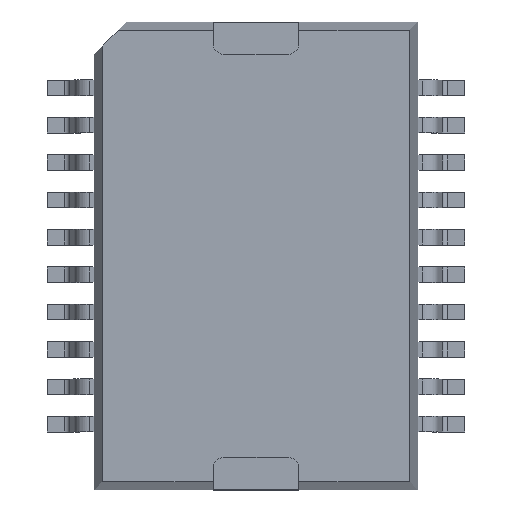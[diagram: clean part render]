
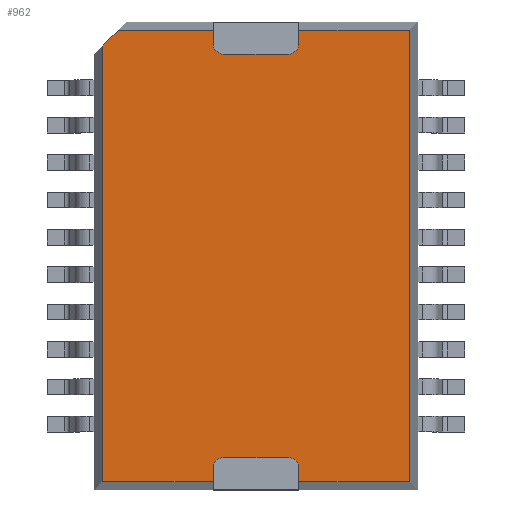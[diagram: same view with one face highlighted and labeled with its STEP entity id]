
A CAD part, top view. The second image highlights one B-rep face of the part: STEP entity #962.
In plain terms, the highlighted planar face has unit normal (0, 0, 1).
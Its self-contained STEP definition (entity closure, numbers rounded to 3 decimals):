
#72=CARTESIAN_POINT('',(-4.68,7.67,3.6));
#73=VERTEX_POINT('',#72);
#120=CARTESIAN_POINT('',(-5.22,7.13,3.6));
#121=VERTEX_POINT('',#120);
#128=CARTESIAN_POINT('',(-4.68,7.67,3.6));
#129=DIRECTION('',(-0.707,-0.707,0.0));
#130=VECTOR('',#129,0.763);
#131=LINE('',#128,#130);
#132=EDGE_CURVE('',#73,#121,#131,.T.);
#362=CARTESIAN_POINT('',(-5.22,-7.67,3.6));
#363=VERTEX_POINT('',#362);
#370=CARTESIAN_POINT('',(-5.22,7.13,3.6));
#371=DIRECTION('',(0.0,-1.0,0.0));
#372=VECTOR('',#371,14.8);
#373=LINE('',#370,#372);
#374=EDGE_CURVE('',#121,#363,#373,.T.);
#417=CARTESIAN_POINT('',(5.22,-7.67,3.6));
#418=VERTEX_POINT('',#417);
#433=CARTESIAN_POINT('',(5.22,7.67,3.6));
#434=VERTEX_POINT('',#433);
#441=CARTESIAN_POINT('',(5.22,-7.67,3.6));
#442=DIRECTION('',(0.0,1.0,0.0));
#443=VECTOR('',#442,15.339);
#444=LINE('',#441,#443);
#445=EDGE_CURVE('',#418,#434,#444,.T.);
#464=CARTESIAN_POINT('',(-1.45,-7.67,3.6));
#465=VERTEX_POINT('',#464);
#472=CARTESIAN_POINT('',(-1.45,-7.67,3.6));
#473=DIRECTION('',(-1.0,0.0,0.0));
#474=VECTOR('',#473,3.77);
#475=LINE('',#472,#474);
#476=EDGE_CURVE('',#465,#363,#475,.T.);
#526=CARTESIAN_POINT('',(1.45,-7.67,3.6));
#527=VERTEX_POINT('',#526);
#528=CARTESIAN_POINT('',(5.22,-7.67,3.6));
#529=DIRECTION('',(-1.0,0.0,0.0));
#530=VECTOR('',#529,3.77);
#531=LINE('',#528,#530);
#532=EDGE_CURVE('',#418,#527,#531,.T.);
#557=CARTESIAN_POINT('',(1.1,-6.85,3.6));
#558=VERTEX_POINT('',#557);
#565=CARTESIAN_POINT('',(-1.1,-6.85,3.6));
#566=VERTEX_POINT('',#565);
#567=CARTESIAN_POINT('',(-1.1,-6.85,3.6));
#568=DIRECTION('',(1.0,0.0,0.0));
#569=VECTOR('',#568,2.2);
#570=LINE('',#567,#569);
#571=EDGE_CURVE('',#566,#558,#570,.T.);
#589=CARTESIAN_POINT('',(-1.45,-7.2,3.6));
#590=VERTEX_POINT('',#589);
#591=CARTESIAN_POINT('',(-1.1,-7.2,3.6));
#592=DIRECTION('',(0.0,0.0,-1.0));
#593=DIRECTION('',(-0.707,0.707,0.0));
#594=AXIS2_PLACEMENT_3D('',#591,#592,#593);
#595=CIRCLE('',#594,0.35);
#596=EDGE_CURVE('',#590,#566,#595,.T.);
#614=CARTESIAN_POINT('',(-1.45,-7.67,3.6));
#615=DIRECTION('',(0.0,1.0,0.0));
#616=VECTOR('',#615,0.47);
#617=LINE('',#614,#616);
#618=EDGE_CURVE('',#465,#590,#617,.T.);
#644=CARTESIAN_POINT('',(1.45,-7.2,3.6));
#645=VERTEX_POINT('',#644);
#652=CARTESIAN_POINT('',(1.1,-7.2,3.6));
#653=DIRECTION('',(0.0,0.0,-1.0));
#654=DIRECTION('',(0.707,0.707,0.0));
#655=AXIS2_PLACEMENT_3D('',#652,#653,#654);
#656=CIRCLE('',#655,0.35);
#657=EDGE_CURVE('',#558,#645,#656,.T.);
#684=CARTESIAN_POINT('',(1.45,-7.2,3.6));
#685=DIRECTION('',(0.0,-1.0,0.0));
#686=VECTOR('',#685,0.47);
#687=LINE('',#684,#686);
#688=EDGE_CURVE('',#645,#527,#687,.T.);
#699=CARTESIAN_POINT('',(-1.45,7.2,3.6));
#700=VERTEX_POINT('',#699);
#701=CARTESIAN_POINT('',(-1.45,7.67,3.6));
#702=VERTEX_POINT('',#701);
#703=CARTESIAN_POINT('',(-1.45,7.2,3.6));
#704=DIRECTION('',(0.0,1.0,0.0));
#705=VECTOR('',#704,0.47);
#706=LINE('',#703,#705);
#707=EDGE_CURVE('',#700,#702,#706,.T.);
#732=CARTESIAN_POINT('',(-1.1,6.85,3.6));
#733=VERTEX_POINT('',#732);
#734=CARTESIAN_POINT('',(-1.1,7.2,3.6));
#735=DIRECTION('',(0.0,0.0,-1.));
#736=DIRECTION('',(-0.707,-0.707,0.0));
#737=AXIS2_PLACEMENT_3D('',#734,#735,#736);
#738=CIRCLE('',#737,0.35);
#739=EDGE_CURVE('',#733,#700,#738,.T.);
#757=CARTESIAN_POINT('',(1.45,7.67,3.6));
#758=VERTEX_POINT('',#757);
#759=CARTESIAN_POINT('',(1.45,7.2,3.6));
#760=VERTEX_POINT('',#759);
#761=CARTESIAN_POINT('',(1.45,7.67,3.6));
#762=DIRECTION('',(0.0,-1.0,0.0));
#763=VECTOR('',#762,0.47);
#764=LINE('',#761,#763);
#765=EDGE_CURVE('',#758,#760,#764,.T.);
#804=CARTESIAN_POINT('',(1.1,6.85,3.6));
#805=VERTEX_POINT('',#804);
#806=CARTESIAN_POINT('',(1.1,7.2,3.6));
#807=DIRECTION('',(0.0,0.0,-1.0));
#808=DIRECTION('',(0.707,-0.707,0.0));
#809=AXIS2_PLACEMENT_3D('',#806,#807,#808);
#810=CIRCLE('',#809,0.35);
#811=EDGE_CURVE('',#760,#805,#810,.T.);
#829=CARTESIAN_POINT('',(1.1,6.85,3.6));
#830=DIRECTION('',(-1.0,0.0,0.0));
#831=VECTOR('',#830,2.2);
#832=LINE('',#829,#831);
#833=EDGE_CURVE('',#805,#733,#832,.T.);
#883=CARTESIAN_POINT('',(5.22,7.67,3.6));
#884=DIRECTION('',(-1.0,0.0,0.0));
#885=VECTOR('',#884,3.77);
#886=LINE('',#883,#885);
#887=EDGE_CURVE('',#434,#758,#886,.T.);
#898=CARTESIAN_POINT('',(-1.45,7.67,3.6));
#899=DIRECTION('',(-1.0,0.0,0.0));
#900=VECTOR('',#899,3.23);
#901=LINE('',#898,#900);
#902=EDGE_CURVE('',#702,#73,#901,.T.);
#938=CARTESIAN_POINT('',(5.5,7.67,3.6));
#939=DIRECTION('',(0.0,0.0,1.0));
#940=DIRECTION('',(0.0,-1.0,0.0));
#941=AXIS2_PLACEMENT_3D('',#938,#939,#940);
#942=PLANE('',#941);
#943=ORIENTED_EDGE('',*,*,#132,.T.);
#944=ORIENTED_EDGE('',*,*,#374,.T.);
#945=ORIENTED_EDGE('',*,*,#476,.F.);
#946=ORIENTED_EDGE('',*,*,#618,.T.);
#947=ORIENTED_EDGE('',*,*,#596,.T.);
#948=ORIENTED_EDGE('',*,*,#571,.T.);
#949=ORIENTED_EDGE('',*,*,#657,.T.);
#950=ORIENTED_EDGE('',*,*,#688,.T.);
#951=ORIENTED_EDGE('',*,*,#532,.F.);
#952=ORIENTED_EDGE('',*,*,#445,.T.);
#953=ORIENTED_EDGE('',*,*,#887,.T.);
#954=ORIENTED_EDGE('',*,*,#765,.T.);
#955=ORIENTED_EDGE('',*,*,#811,.T.);
#956=ORIENTED_EDGE('',*,*,#833,.T.);
#957=ORIENTED_EDGE('',*,*,#739,.T.);
#958=ORIENTED_EDGE('',*,*,#707,.T.);
#959=ORIENTED_EDGE('',*,*,#902,.T.);
#960=EDGE_LOOP('',(#943,#944,#945,#946,#947,#948,#949,#950,#951,#952,#953,#954,#955,#956,#957,#958,#959));
#961=FACE_OUTER_BOUND('',#960,.T.);
#962=ADVANCED_FACE('',(#961),#942,.T.);
